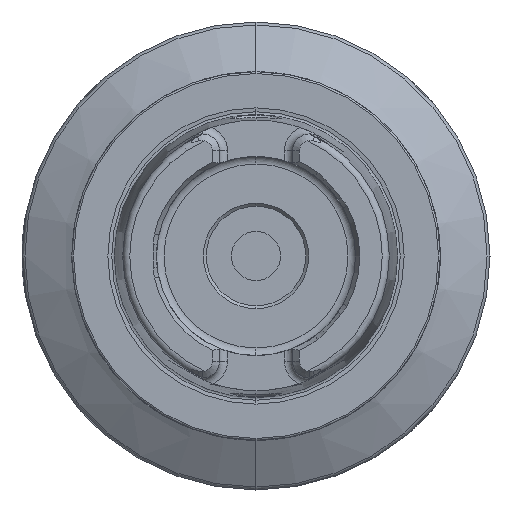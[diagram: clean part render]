
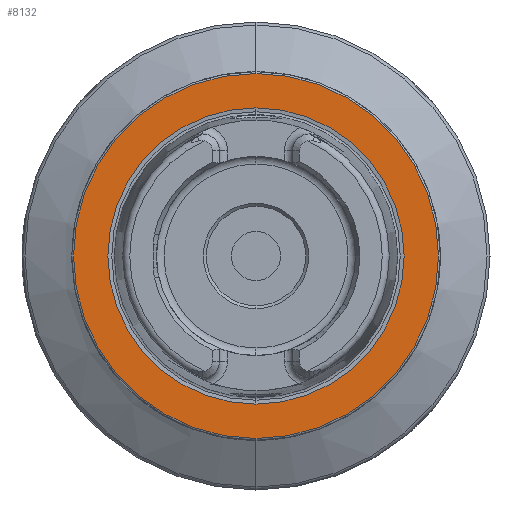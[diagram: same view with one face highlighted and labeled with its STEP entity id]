
A CAD part, left-side view. The second image highlights one B-rep face of the part: STEP entity #8132.
In plain terms, the highlighted planar face has unit normal (-1, 0, 0).
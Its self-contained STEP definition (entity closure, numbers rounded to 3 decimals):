
#322 = EDGE_CURVE ( 'NONE', #12859, #12860, #11078, .T. ) ;
#323 = EDGE_CURVE ( 'NONE', #12883, #12884, #11082, .T. ) ;
#728 = DIRECTION ( 'NONE',  ( 0., 0., -1. ) ) ;
#730 = PLANE ( 'NONE',  #2142 ) ;
#731 = FACE_OUTER_BOUND ( 'NONE', #13133, .T. ) ;
#733 = FACE_BOUND ( 'NONE', #13118, .T. ) ;
#734 = CARTESIAN_POINT ( 'NONE',  ( 0., 31.2, 0. ) ) ;
#740 = DIRECTION ( 'NONE',  ( 1., 0., 0. ) ) ;
#1927 = CIRCLE ( 'NONE', #1931, 31.2 ) ;
#1931 = AXIS2_PLACEMENT_3D ( 'NONE', #8782, #8781, #8780 ) ;
#1934 = CIRCLE ( 'NONE', #1938, 25.324 ) ;
#1938 = AXIS2_PLACEMENT_3D ( 'NONE', #8770, #8769, #8768 ) ;
#2142 = AXIS2_PLACEMENT_3D ( 'NONE', #734, #740, #728 ) ;
#2220 = EDGE_CURVE ( 'NONE', #12884, #12883, #1927, .T. ) ;
#2227 = EDGE_CURVE ( 'NONE', #12860, #12859, #1934, .T. ) ;
#4222 = ORIENTED_EDGE ( 'NONE', *, *, #322, .F. ) ;
#4223 = ORIENTED_EDGE ( 'NONE', *, *, #2227, .F. ) ;
#4224 = ORIENTED_EDGE ( 'NONE', *, *, #2220, .T. ) ;
#4226 = ORIENTED_EDGE ( 'NONE', *, *, #323, .T. ) ;
#6936 = CARTESIAN_POINT ( 'NONE',  ( 0., 0., 25.324 ) ) ;
#6937 = CARTESIAN_POINT ( 'NONE',  ( 0., 0., -25.324 ) ) ;
#6941 = CARTESIAN_POINT ( 'NONE',  ( 0., 0., -31.2 ) ) ;
#6942 = CARTESIAN_POINT ( 'NONE',  ( 0., 0., 31.2 ) ) ;
#8132 = ADVANCED_FACE ( 'NONE', ( #733, #731 ), #730, .F. ) ;
#8768 = DIRECTION ( 'NONE',  ( 0., 0., 1. ) ) ;
#8769 = DIRECTION ( 'NONE',  ( -1., 0., 0. ) ) ;
#8770 = CARTESIAN_POINT ( 'NONE',  ( 0., 0., 0. ) ) ;
#8780 = DIRECTION ( 'NONE',  ( 0., 0., 1. ) ) ;
#8781 = DIRECTION ( 'NONE',  ( -1., 0., 0. ) ) ;
#8782 = CARTESIAN_POINT ( 'NONE',  ( 0., 0., 0. ) ) ;
#11078 = CIRCLE ( 'NONE', #11085, 25.324 ) ;
#11082 = CIRCLE ( 'NONE', #11087, 31.2 ) ;
#11085 = AXIS2_PLACEMENT_3D ( 'NONE', #11272, #11271, #11270 ) ;
#11087 = AXIS2_PLACEMENT_3D ( 'NONE', #11269, #11267, #11266 ) ;
#11266 = DIRECTION ( 'NONE',  ( 0., 0., 1. ) ) ;
#11267 = DIRECTION ( 'NONE',  ( -1., 0., 0. ) ) ;
#11269 = CARTESIAN_POINT ( 'NONE',  ( 0., 0., 0. ) ) ;
#11270 = DIRECTION ( 'NONE',  ( 0., 0., 1. ) ) ;
#11271 = DIRECTION ( 'NONE',  ( -1., 0., 0. ) ) ;
#11272 = CARTESIAN_POINT ( 'NONE',  ( 0., 0., 0. ) ) ;
#12859 = VERTEX_POINT ( 'NONE', #6936 ) ;
#12860 = VERTEX_POINT ( 'NONE', #6937 ) ;
#12883 = VERTEX_POINT ( 'NONE', #6941 ) ;
#12884 = VERTEX_POINT ( 'NONE', #6942 ) ;
#13118 = EDGE_LOOP ( 'NONE', ( #4222, #4223 ) ) ;
#13133 = EDGE_LOOP ( 'NONE', ( #4224, #4226 ) ) ;
